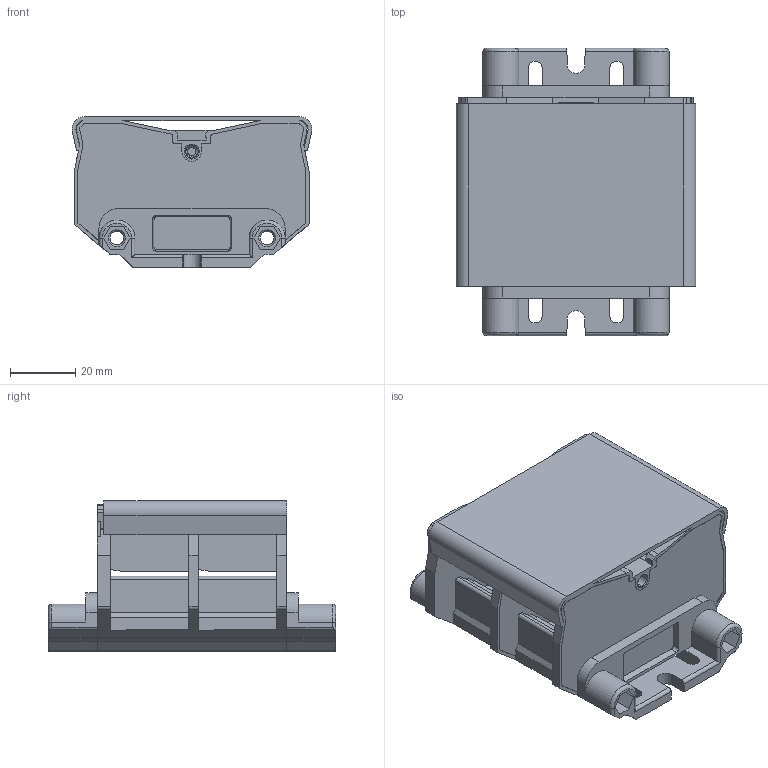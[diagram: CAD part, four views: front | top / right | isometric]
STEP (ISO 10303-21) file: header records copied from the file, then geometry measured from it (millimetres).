
FILE_DESCRIPTION((''),'2;1');
FILE_NAME('UTD-100-2P_SW0001','2022-11-19T',('Administrator'),(''),'PRO/ENGINEER BY PARAMETRIC TECHNOLOGY CORPORATION, 2013230','PRO/ENGINEER BY PARAMETRIC TECHNOLOGY CORPORATION, 2013230','');
FILE_SCHEMA(('CONFIG_CONTROL_DESIGN'));
Length unit declared in the file: millimetre
Products named in the file (1): UTD-100-2P_SW0001
Bounding box: 73.47 x 88 x 46.2 mm (x, y, z)
Volume: 72072 mm3; surface area: 55206.8 mm2
Topology: 1 solids, 1 shells, 902 faces, 2594 edges, 1675 vertices
Faces by surface type: plane 547, cylinder 240, cone 65, torus 34, bspline 12, sphere 4
Entity records: 31481 total; most frequent: CARTESIAN_POINT 7813, ORIENTED_EDGE 5180, DIRECTION 4684, EDGE_CURVE 2590, VECTOR 1772, LINE 1772, VERTEX_POINT 1675, AXIS2_PLACEMENT_3D 1456
